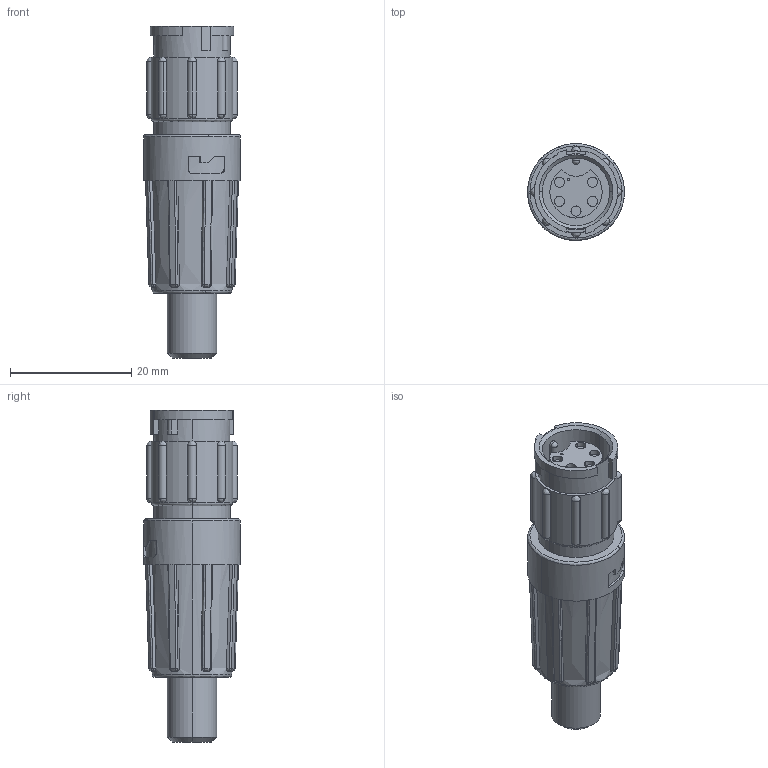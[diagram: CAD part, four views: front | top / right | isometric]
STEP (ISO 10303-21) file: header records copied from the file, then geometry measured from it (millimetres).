
FILE_DESCRIPTION (( 'STEP AP203' ), '1' );
FILE_NAME ('8282-5SG-522.STEP', '2012-07-26T18:48:00', ( '21FPBF1' ), ( 'Conxall' ), 'SwSTEP 2.0', 'SolidWorks 2011', '' );
FILE_SCHEMA (( 'CONFIG_CONTROL_DESIGN' ));
Length unit declared in the file: inch
Products named in the file (1): 8282-5SG-522
Bounding box: 16 x 16 x 54.86 mm (x, y, z)
Volume: 6759.2 mm3; surface area: 3627.7 mm2
Topology: 1 solids, 1 shells, 259 faces, 681 edges, 394 vertices
Faces by surface type: bspline 96, plane 79, cylinder 78, cone 6
Entity records: 13645 total; most frequent: CARTESIAN_POINT 8093, ORIENTED_EDGE 1274, DIRECTION 968, EDGE_CURVE 637, VERTEX_POINT 394, AXIS2_PLACEMENT_3D 378, EDGE_LOOP 273, ADVANCED_FACE 259
